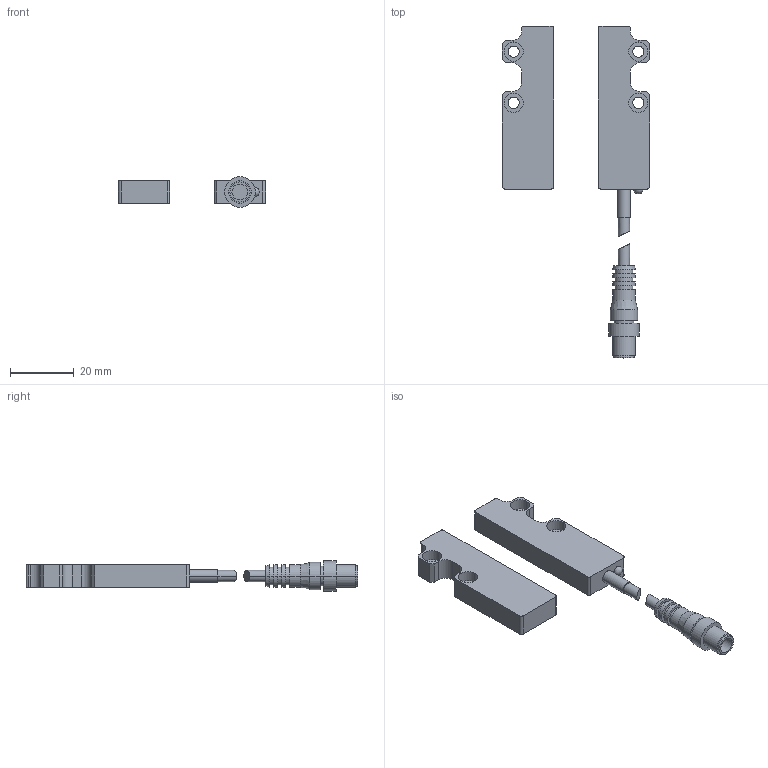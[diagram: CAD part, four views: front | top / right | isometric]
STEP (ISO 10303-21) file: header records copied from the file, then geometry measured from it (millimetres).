
FILE_DESCRIPTION(('STEP AP242'),'1');
FILE_NAME('switch_xcsdmc590l01m8.stp','2020-10-09T07:17:50',('TraceParts'),('TraceParts S.A.'),'Spatial InterOp 3D',' ',' ');
FILE_SCHEMA(('AP242_MANAGED_MODEL_BASED_3D_ENGINEERING_MIM_LF {1 0 10303 442 1 1 4}'));
Length unit declared in the file: millimetre
Products named in the file (1): switch_xcsdmc590l01m8_1
Bounding box: 46 x 103.8 x 9.6 mm (x, y, z)
Volume: 11212.1 mm3; surface area: 6507.7 mm2
Topology: 3 solids, 3 shells, 115 faces, 270 edges, 178 vertices
Faces by surface type: cylinder 60, plane 50, cone 4, sphere 1
Entity records: 3371 total; most frequent: DIRECTION 630, CARTESIAN_POINT 564, ORIENTED_EDGE 536, EDGE_CURVE 268, AXIS2_PLACEMENT_3D 244, VERTEX_POINT 178, EDGE_LOOP 142, LINE 142
